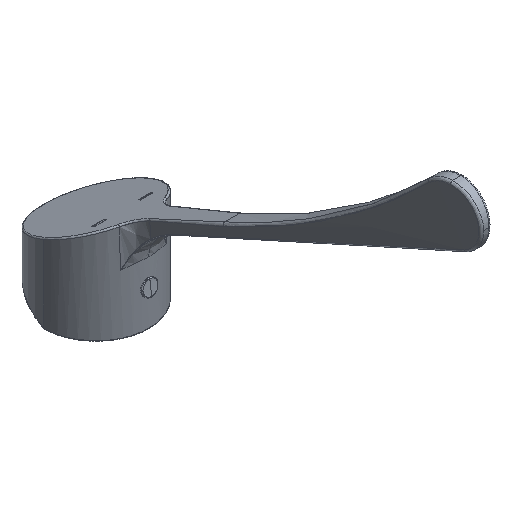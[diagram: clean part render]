
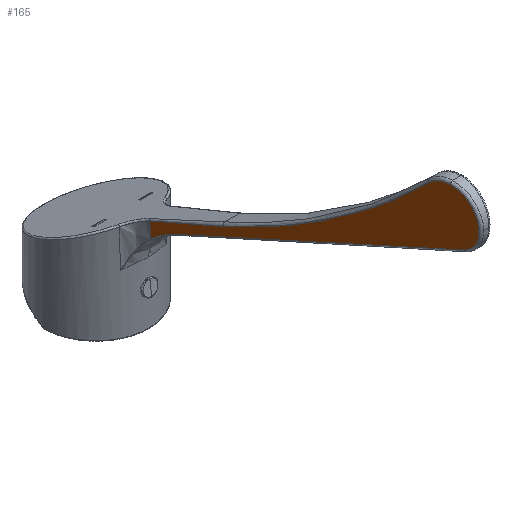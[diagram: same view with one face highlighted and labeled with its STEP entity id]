
A CAD part, isometric view. The second image highlights one B-rep face of the part: STEP entity #165.
In plain terms, the highlighted free-form (B-spline) face has degree [3, 3] with [4, 4] control points.
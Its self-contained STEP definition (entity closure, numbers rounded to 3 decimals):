
#165=ADVANCED_FACE('',(#321),#2396,.T.);
#321=FACE_OUTER_BOUND('',#485,.T.);
#485=EDGE_LOOP('',(#981,#982,#983,#984,#985,#986,#987));
#981=ORIENTED_EDGE('',*,*,#1578,.F.);
#982=ORIENTED_EDGE('',*,*,#1575,.T.);
#983=ORIENTED_EDGE('',*,*,#1577,.T.);
#984=ORIENTED_EDGE('',*,*,#1559,.T.);
#985=ORIENTED_EDGE('',*,*,#1574,.T.);
#986=ORIENTED_EDGE('',*,*,#1576,.T.);
#987=ORIENTED_EDGE('',*,*,#1573,.T.);
#1559=EDGE_CURVE('',#2304,#2185,#2034,.T.);
#1573=EDGE_CURVE('',#2317,#2316,#2042,.T.);
#1574=EDGE_CURVE('',#2185,#2187,#2043,.T.);
#1575=EDGE_CURVE('',#2319,#2318,#2044,.T.);
#1576=EDGE_CURVE('',#2187,#2317,#1815,.T.);
#1577=EDGE_CURVE('',#2318,#2304,#1816,.T.);
#1578=EDGE_CURVE('',#2319,#2316,#2045,.T.);
#1815=(
BOUNDED_CURVE()
B_SPLINE_CURVE(3,(#6731,#6732,#6733,#6734,#6735,#6736,#6737,#6738,#6739,
#6740,#6741,#6742,#6743),.UNSPECIFIED.,.F.,.F.)
B_SPLINE_CURVE_WITH_KNOTS((4,3,3,3,4),(2.125,2.193,
2.227,2.244,2.25),.UNSPECIFIED.)
CURVE()
GEOMETRIC_REPRESENTATION_ITEM()
RATIONAL_B_SPLINE_CURVE((1.,1.,1.,1.,
1.,1.,1.,1.,
1.,1.,1.,1.,
1.))
REPRESENTATION_ITEM('')
);
#1816=(
BOUNDED_CURVE()
B_SPLINE_CURVE(3,(#6744,#6745,#6746,#6747),.UNSPECIFIED.,.F.,.F.)
B_SPLINE_CURVE_WITH_KNOTS((4,4),(0.,0.032),
 .UNSPECIFIED.)
CURVE()
GEOMETRIC_REPRESENTATION_ITEM()
RATIONAL_B_SPLINE_CURVE((1.,1.,1.,1.))
REPRESENTATION_ITEM('')
);
#2034=B_SPLINE_CURVE_WITH_KNOTS('',3,(#6557,#6558,#6559,#6560),
 .UNSPECIFIED.,.F.,.F.,(4,4),(3.,4.),.UNSPECIFIED.);
#2042=B_SPLINE_CURVE_WITH_KNOTS('',3,(#6701,#6702,#6703,#6704,#6705,#6706,
#6707,#6708,#6709,#6710,#6711,#6712,#6713,#6714),.UNSPECIFIED.,.F.,.F.,
(4,2,2,2,2,2,4),(6.,6.246,6.365,6.554,
6.737,6.846,7.),.UNSPECIFIED.);
#2043=B_SPLINE_CURVE_WITH_KNOTS('',3,(#6715,#6716,#6717,#6718,#6719,#6720),
 .UNSPECIFIED.,.F.,.F.,(4,2,4),(4.,4.277,5.),
 .UNSPECIFIED.);
#2044=B_SPLINE_CURVE_WITH_KNOTS('',3,(#6721,#6722,#6723,#6724,#6725,#6726,
#6727,#6728,#6729,#6730),.UNSPECIFIED.,.F.,.F.,(4,2,2,2,4),(1.,
1.296,1.505,1.651,2.),
 .UNSPECIFIED.);
#2045=B_SPLINE_CURVE_WITH_KNOTS('',3,(#6748,#6749,#6750,#6751,#6752,#6753),
 .UNSPECIFIED.,.F.,.F.,(4,2,4),(1.61,2.11,2.61),
 .UNSPECIFIED.);
#2185=VERTEX_POINT('',#5579);
#2187=VERTEX_POINT('',#5581);
#2304=VERTEX_POINT('',#5698);
#2316=VERTEX_POINT('',#5710);
#2317=VERTEX_POINT('',#5711);
#2318=VERTEX_POINT('',#5712);
#2319=VERTEX_POINT('',#5713);
#2396=B_SPLINE_SURFACE_WITH_KNOTS('',3,3,((#4057,#4058,#4059,#4060),(#4061,
#4062,#4063,#4064),(#4065,#4066,#4067,#4068),(#4069,#4070,#4071,#4072)),
 .UNSPECIFIED.,.F.,.F.,.F.,(4,4),(4,4),(-0.35,4.749),
(0.649,0.945),.UNSPECIFIED.);
#4057=CARTESIAN_POINT('',(-1.723,-163.746,96.627));
#4058=CARTESIAN_POINT('',(-2.443,-117.917,76.609));
#4059=CARTESIAN_POINT('',(-3.437,-72.047,56.578));
#4060=CARTESIAN_POINT('',(-4.706,-26.135,36.534));
#4061=CARTESIAN_POINT('',(-2.015,-160.635,104.372));
#4062=CARTESIAN_POINT('',(-2.735,-115.025,84.437));
#4063=CARTESIAN_POINT('',(-3.73,-69.458,64.519));
#4064=CARTESIAN_POINT('',(-4.999,-23.932,44.618));
#4065=CARTESIAN_POINT('',(-2.307,-157.524,112.118));
#4066=CARTESIAN_POINT('',(-3.028,-112.134,92.264));
#4067=CARTESIAN_POINT('',(-4.023,-66.87,72.459));
#4068=CARTESIAN_POINT('',(-5.293,-21.729,52.702));
#4069=CARTESIAN_POINT('',(-2.599,-154.413,119.864));
#4070=CARTESIAN_POINT('',(-3.32,-109.243,100.092));
#4071=CARTESIAN_POINT('',(-4.316,-64.281,80.399));
#4072=CARTESIAN_POINT('',(-5.586,-19.526,60.786));
#5579=CARTESIAN_POINT('',(-4.689,-26.912,37.035));
#5581=CARTESIAN_POINT('',(-4.438,-38.194,44.098));
#5698=CARTESIAN_POINT('',(-4.856,-26.827,43.421));
#5710=CARTESIAN_POINT('',(-2.675,-147.63,115.573));
#5711=CARTESIAN_POINT('',(-1.979,-152.532,94.536));
#5712=CARTESIAN_POINT('',(-4.072,-56.072,55.637));
#5713=CARTESIAN_POINT('',(-2.827,-138.996,112.013));
#6557=CARTESIAN_POINT('',(-4.856,-26.827,43.421));
#6558=CARTESIAN_POINT('',(-4.801,-26.856,41.296));
#6559=CARTESIAN_POINT('',(-4.745,-26.884,39.167));
#6560=CARTESIAN_POINT('',(-4.689,-26.912,37.035));
#6701=CARTESIAN_POINT('',(-1.979,-152.532,94.536));
#6702=CARTESIAN_POINT('',(-1.946,-154.747,95.627));
#6703=CARTESIAN_POINT('',(-1.944,-156.536,97.428));
#6704=CARTESIAN_POINT('',(-1.987,-158.13,100.723));
#6705=CARTESIAN_POINT('',(-2.007,-158.458,101.808));
#6706=CARTESIAN_POINT('',(-2.077,-158.871,104.858));
#6707=CARTESIAN_POINT('',(-2.133,-158.649,106.742));
#6708=CARTESIAN_POINT('',(-2.263,-157.303,110.209));
#6709=CARTESIAN_POINT('',(-2.333,-156.217,111.736));
#6710=CARTESIAN_POINT('',(-2.445,-153.989,113.632));
#6711=CARTESIAN_POINT('',(-2.485,-153.101,114.192));
#6712=CARTESIAN_POINT('',(-2.581,-150.683,115.255));
#6713=CARTESIAN_POINT('',(-2.631,-149.177,115.573));
#6714=CARTESIAN_POINT('',(-2.675,-147.63,115.573));
#6715=CARTESIAN_POINT('',(-4.689,-26.912,37.035));
#6716=CARTESIAN_POINT('',(-4.675,-27.835,37.87));
#6717=CARTESIAN_POINT('',(-4.657,-28.801,38.644));
#6718=CARTESIAN_POINT('',(-4.584,-32.443,41.276));
#6719=CARTESIAN_POINT('',(-4.517,-35.224,42.801));
#6720=CARTESIAN_POINT('',(-4.438,-38.194,44.098));
#6721=CARTESIAN_POINT('',(-2.827,-138.996,112.013));
#6722=CARTESIAN_POINT('',(-2.847,-131.911,104.975));
#6723=CARTESIAN_POINT('',(-2.896,-124.498,98.374));
#6724=CARTESIAN_POINT('',(-3.032,-111.195,87.783));
#6725=CARTESIAN_POINT('',(-3.104,-105.556,83.64));
#6726=CARTESIAN_POINT('',(-3.252,-95.649,76.93));
#6727=CARTESIAN_POINT('',(-3.321,-91.485,74.272));
#6728=CARTESIAN_POINT('',(-3.579,-77.178,65.679));
#6729=CARTESIAN_POINT('',(-3.803,-66.83,60.339));
#6730=CARTESIAN_POINT('',(-4.072,-56.072,55.637));
#6731=CARTESIAN_POINT('',(-4.438,-38.194,44.098));
#6732=CARTESIAN_POINT('',(-3.887,-58.913,53.145));
#6733=CARTESIAN_POINT('',(-3.397,-79.579,62.317));
#6734=CARTESIAN_POINT('',(-2.962,-100.25,71.48));
#6735=CARTESIAN_POINT('',(-2.745,-110.585,76.061));
#6736=CARTESIAN_POINT('',(-2.542,-120.922,80.64));
#6737=CARTESIAN_POINT('',(-2.351,-131.267,85.201));
#6738=CARTESIAN_POINT('',(-2.256,-136.44,87.481));
#6739=CARTESIAN_POINT('',(-2.164,-141.615,89.756));
#6740=CARTESIAN_POINT('',(-2.076,-146.792,92.025));
#6741=CARTESIAN_POINT('',(-2.043,-148.705,92.863));
#6742=CARTESIAN_POINT('',(-2.011,-150.619,93.7));
#6743=CARTESIAN_POINT('',(-1.979,-152.532,94.536));
#6744=CARTESIAN_POINT('',(-4.072,-56.072,55.637));
#6745=CARTESIAN_POINT('',(-4.314,-46.393,51.406));
#6746=CARTESIAN_POINT('',(-4.589,-36.506,47.652));
#6747=CARTESIAN_POINT('',(-4.856,-26.827,43.421));
#6748=CARTESIAN_POINT('',(-2.827,-138.996,112.013));
#6749=CARTESIAN_POINT('',(-2.824,-140.138,113.148));
#6750=CARTESIAN_POINT('',(-2.809,-141.481,114.038));
#6751=CARTESIAN_POINT('',(-2.757,-144.436,115.257));
#6752=CARTESIAN_POINT('',(-2.72,-146.02,115.573));
#6753=CARTESIAN_POINT('',(-2.675,-147.63,115.573));
